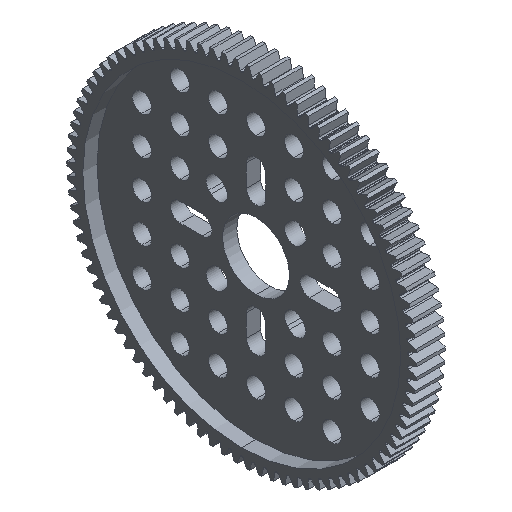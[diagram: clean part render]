
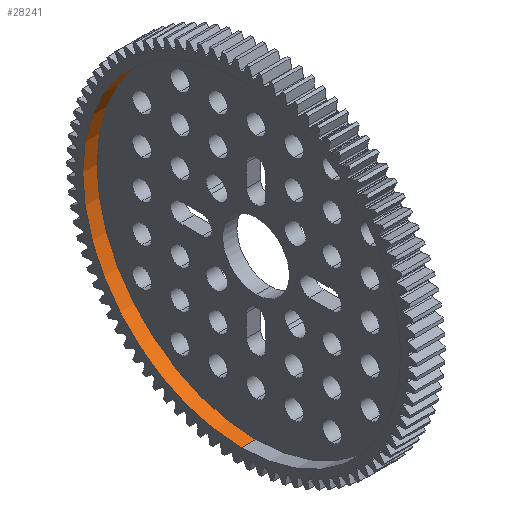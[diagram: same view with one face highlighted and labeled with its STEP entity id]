
A CAD part, isometric view. The second image highlights one B-rep face of the part: STEP entity #28241.
In plain terms, the highlighted cylindrical face has radius 33.464 mm (diameter 66.928 mm), a partial arc.
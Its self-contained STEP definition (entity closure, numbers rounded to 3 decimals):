
#77 = CARTESIAN_POINT ( 'NONE',  ( -97., 0., 0. ) ) ;
#220 = VERTEX_POINT ( 'NONE', #642 ) ;
#631 = LINE ( 'NONE', #27403, #29217 ) ;
#642 = CARTESIAN_POINT ( 'NONE',  ( -100., 0., -33.464 ) ) ;
#2129 = CIRCLE ( 'NONE', #22002, 33.464 ) ;
#2862 = CARTESIAN_POINT ( 'NONE',  ( -100., 0., 33.464 ) ) ;
#3165 = EDGE_CURVE ( 'NONE', #15984, #220, #10476, .T. ) ;
#4046 = DIRECTION ( 'NONE',  ( -1., 0., 0. ) ) ;
#4150 = CARTESIAN_POINT ( 'NONE',  ( -97., 0., 0. ) ) ;
#4284 = CYLINDRICAL_SURFACE ( 'NONE', #26372, 33.464 ) ;
#4578 = DIRECTION ( 'NONE',  ( -1., 0., 0. ) ) ;
#5683 = FACE_OUTER_BOUND ( 'NONE', #8668, .T. ) ;
#6096 = CARTESIAN_POINT ( 'NONE',  ( -100., 0., 0. ) ) ;
#6509 = EDGE_CURVE ( 'NONE', #17080, #220, #15254, .T. ) ;
#8668 = EDGE_LOOP ( 'NONE', ( #15816, #24644, #17612, #23560 ) ) ;
#9530 = EDGE_CURVE ( 'NONE', #15002, #17080, #2129, .T. ) ;
#9878 = DIRECTION ( 'NONE',  ( -1., 0., 0. ) ) ;
#10476 = CIRCLE ( 'NONE', #12059, 33.464 ) ;
#11088 = DIRECTION ( 'NONE',  ( 0., 0., 1. ) ) ;
#12059 = AXIS2_PLACEMENT_3D ( 'NONE', #6096, #24209, #26458 ) ;
#12373 = CARTESIAN_POINT ( 'NONE',  ( -97., 0., -33.464 ) ) ;
#12458 = CARTESIAN_POINT ( 'NONE',  ( -97., 0., -33.464 ) ) ;
#13035 = EDGE_CURVE ( 'NONE', #15002, #15984, #631, .T. ) ;
#15002 = VERTEX_POINT ( 'NONE', #28454 ) ;
#15254 = LINE ( 'NONE', #12458, #24825 ) ;
#15816 = ORIENTED_EDGE ( 'NONE', *, *, #6509, .F. ) ;
#15984 = VERTEX_POINT ( 'NONE', #2862 ) ;
#17080 = VERTEX_POINT ( 'NONE', #12373 ) ;
#17612 = ORIENTED_EDGE ( 'NONE', *, *, #13035, .T. ) ;
#22002 = AXIS2_PLACEMENT_3D ( 'NONE', #4150, #4046, #11088 ) ;
#23560 = ORIENTED_EDGE ( 'NONE', *, *, #3165, .T. ) ;
#24209 = DIRECTION ( 'NONE',  ( -1., 0., 0. ) ) ;
#24644 = ORIENTED_EDGE ( 'NONE', *, *, #9530, .F. ) ;
#24825 = VECTOR ( 'NONE', #9878, 1000. ) ;
#24930 = DIRECTION ( 'NONE',  ( 0., 0., 1. ) ) ;
#26372 = AXIS2_PLACEMENT_3D ( 'NONE', #77, #4578, #24930 ) ;
#26458 = DIRECTION ( 'NONE',  ( 0., 0., 1. ) ) ;
#27307 = DIRECTION ( 'NONE',  ( -1., 0., 0. ) ) ;
#27403 = CARTESIAN_POINT ( 'NONE',  ( -97., 0., 33.464 ) ) ;
#28241 = ADVANCED_FACE ( 'NONE', ( #5683 ), #4284, .F. ) ;
#28454 = CARTESIAN_POINT ( 'NONE',  ( -97., 0., 33.464 ) ) ;
#29217 = VECTOR ( 'NONE', #27307, 1000. ) ;
